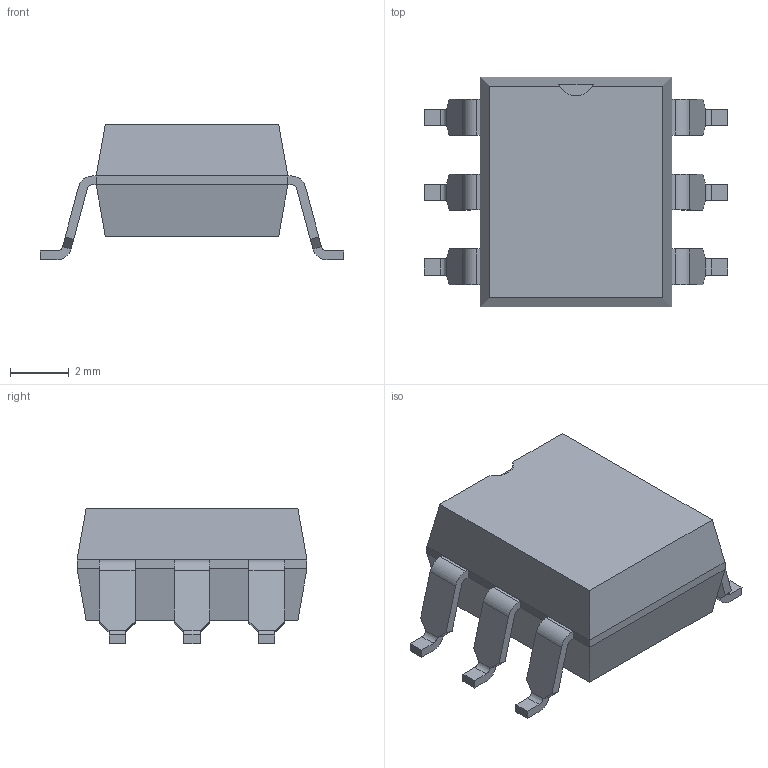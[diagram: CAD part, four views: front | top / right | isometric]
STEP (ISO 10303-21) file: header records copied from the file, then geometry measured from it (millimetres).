
FILE_DESCRIPTION((''),'2;1');
FILE_NAME('SOIC254P1016X460-6N.stp','2011-05-03T10:48:22',(''),(''),'Mechanical Desktop 2011','Mechanical Desktop 2011',', , ');
FILE_SCHEMA(('AUTOMOTIVE_DESIGN { 1 2 10303 214 1 1 1 1 }'));
Length unit declared in the file: millimetre
Products named in the file (1): Product
Bounding box: 10.3 x 7.8 x 4.6 mm (x, y, z)
Volume: 184.7 mm3; surface area: 252.2 mm2
Topology: 7 solids, 7 shells, 124 faces, 300 edges, 190 vertices
Faces by surface type: plane 57, bspline 54, cylinder 13
Entity records: 3758 total; most frequent: CARTESIAN_POINT 945, ORIENTED_EDGE 600, DIRECTION 494, EDGE_CURVE 300, VECTOR 248, LINE 248, VERTEX_POINT 190, EDGE_LOOP 124
